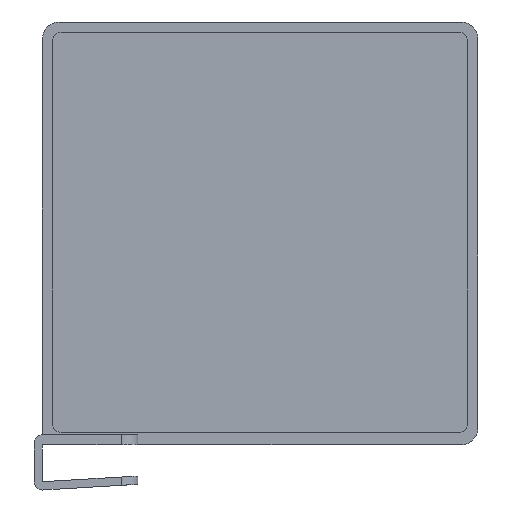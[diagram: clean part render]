
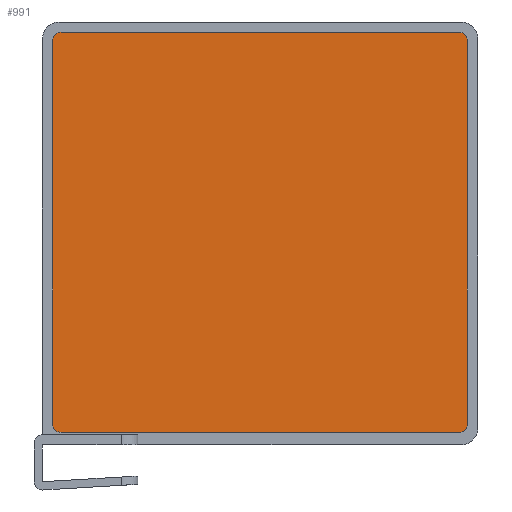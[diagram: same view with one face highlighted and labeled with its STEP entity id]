
A CAD part, left-side view. The second image highlights one B-rep face of the part: STEP entity #991.
In plain terms, the highlighted planar face has unit normal (-1, 0, 0).
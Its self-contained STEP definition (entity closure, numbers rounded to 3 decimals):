
#8 = AXIS2_PLACEMENT_3D ( 'NONE', #851, #636, #752 ) ;
#61 = ORIENTED_EDGE ( 'NONE', *, *, #1104, .T. ) ;
#68 = CARTESIAN_POINT ( 'NONE',  ( -1.5, -102.5, -99. ) ) ;
#76 = LINE ( 'NONE', #68, #834 ) ;
#78 = PLANE ( 'NONE',  #8 ) ;
#92 = AXIS2_PLACEMENT_3D ( 'NONE', #1055, #947, #1387 ) ;
#95 = DIRECTION ( 'NONE',  ( -1., 0., 0. ) ) ;
#126 = VERTEX_POINT ( 'NONE', #584 ) ;
#142 = VERTEX_POINT ( 'NONE', #997 ) ;
#172 = CARTESIAN_POINT ( 'NONE',  ( -1.5, -100.5, -99. ) ) ;
#173 = CARTESIAN_POINT ( 'NONE',  ( -1.5, -2.5, -2.5 ) ) ;
#206 = EDGE_CURVE ( 'NONE', #596, #900, #561, .T. ) ;
#208 = ORIENTED_EDGE ( 'NONE', *, *, #1052, .F. ) ;
#209 = CIRCLE ( 'NONE', #327, 2. ) ;
#222 = DIRECTION ( 'NONE',  ( 0., 0., 1. ) ) ;
#253 = VERTEX_POINT ( 'NONE', #172 ) ;
#291 = DIRECTION ( 'NONE',  ( -1., 0., 0. ) ) ;
#327 = AXIS2_PLACEMENT_3D ( 'NONE', #339, #985, #222 ) ;
#339 = CARTESIAN_POINT ( 'NONE',  ( -1.5, -4.5, -97. ) ) ;
#413 = DIRECTION ( 'NONE',  ( 0., -1., 0. ) ) ;
#454 = CIRCLE ( 'NONE', #574, 2. ) ;
#489 = CARTESIAN_POINT ( 'NONE',  ( -1.5, -2.5, -4.5 ) ) ;
#518 = CARTESIAN_POINT ( 'NONE',  ( -1.5, -4.5, -99. ) ) ;
#523 = FACE_OUTER_BOUND ( 'NONE', #1376, .T. ) ;
#527 = DIRECTION ( 'NONE',  ( 0., 0., 1. ) ) ;
#546 = EDGE_CURVE ( 'NONE', #253, #1097, #1187, .T. ) ;
#561 = CIRCLE ( 'NONE', #92, 2. ) ;
#574 = AXIS2_PLACEMENT_3D ( 'NONE', #847, #291, #1298 ) ;
#584 = CARTESIAN_POINT ( 'NONE',  ( -1.5, -100.5, -2.5 ) ) ;
#596 = VERTEX_POINT ( 'NONE', #906 ) ;
#598 = LINE ( 'NONE', #173, #901 ) ;
#631 = ORIENTED_EDGE ( 'NONE', *, *, #777, .F. ) ;
#636 = DIRECTION ( 'NONE',  ( -1., 0., 0. ) ) ;
#656 = CARTESIAN_POINT ( 'NONE',  ( -1.5, -2.5, -97. ) ) ;
#701 = ORIENTED_EDGE ( 'NONE', *, *, #206, .T. ) ;
#752 = DIRECTION ( 'NONE',  ( 0., 0., -1. ) ) ;
#777 = EDGE_CURVE ( 'NONE', #253, #1024, #76, .T. ) ;
#791 = LINE ( 'NONE', #1042, #1397 ) ;
#807 = AXIS2_PLACEMENT_3D ( 'NONE', #1200, #95, #527 ) ;
#815 = ORIENTED_EDGE ( 'NONE', *, *, #546, .T. ) ;
#817 = EDGE_CURVE ( 'NONE', #142, #1097, #791, .T. ) ;
#834 = VECTOR ( 'NONE', #931, 1000. ) ;
#847 = CARTESIAN_POINT ( 'NONE',  ( -1.5, -100.5, -4.5 ) ) ;
#851 = CARTESIAN_POINT ( 'NONE',  ( -1.5, 0., 0. ) ) ;
#869 = EDGE_CURVE ( 'NONE', #1106, #900, #598, .T. ) ;
#876 = ORIENTED_EDGE ( 'NONE', *, *, #869, .F. ) ;
#900 = VERTEX_POINT ( 'NONE', #489 ) ;
#901 = VECTOR ( 'NONE', #943, 1000. ) ;
#906 = CARTESIAN_POINT ( 'NONE',  ( -1.5, -4.5, -2.5 ) ) ;
#931 = DIRECTION ( 'NONE',  ( 0., 1., 0. ) ) ;
#943 = DIRECTION ( 'NONE',  ( 0., 0., 1. ) ) ;
#947 = DIRECTION ( 'NONE',  ( -1., 0., 0. ) ) ;
#970 = EDGE_CURVE ( 'NONE', #142, #126, #454, .T. ) ;
#985 = DIRECTION ( 'NONE',  ( -1., 0., 0. ) ) ;
#991 = ADVANCED_FACE ( 'NONE', ( #523 ), #78, .T. ) ;
#993 = ORIENTED_EDGE ( 'NONE', *, *, #817, .F. ) ;
#997 = CARTESIAN_POINT ( 'NONE',  ( -1.5, -102.5, -4.5 ) ) ;
#1024 = VERTEX_POINT ( 'NONE', #518 ) ;
#1042 = CARTESIAN_POINT ( 'NONE',  ( -1.5, -102.5, -2.5 ) ) ;
#1052 = EDGE_CURVE ( 'NONE', #596, #126, #1415, .T. ) ;
#1055 = CARTESIAN_POINT ( 'NONE',  ( -1.5, -4.5, -4.5 ) ) ;
#1097 = VERTEX_POINT ( 'NONE', #1329 ) ;
#1104 = EDGE_CURVE ( 'NONE', #1106, #1024, #209, .T. ) ;
#1106 = VERTEX_POINT ( 'NONE', #656 ) ;
#1158 = ORIENTED_EDGE ( 'NONE', *, *, #970, .T. ) ;
#1187 = CIRCLE ( 'NONE', #807, 2. ) ;
#1200 = CARTESIAN_POINT ( 'NONE',  ( -1.5, -100.5, -97. ) ) ;
#1255 = DIRECTION ( 'NONE',  ( 0., 0., -1. ) ) ;
#1298 = DIRECTION ( 'NONE',  ( 0., 0., 1. ) ) ;
#1329 = CARTESIAN_POINT ( 'NONE',  ( -1.5, -102.5, -97. ) ) ;
#1373 = VECTOR ( 'NONE', #413, 1000. ) ;
#1376 = EDGE_LOOP ( 'NONE', ( #631, #815, #993, #1158, #208, #701, #876, #61 ) ) ;
#1387 = DIRECTION ( 'NONE',  ( 0., 0., 1. ) ) ;
#1397 = VECTOR ( 'NONE', #1255, 1000. ) ;
#1411 = CARTESIAN_POINT ( 'NONE',  ( -1.5, -2.5, -2.5 ) ) ;
#1415 = LINE ( 'NONE', #1411, #1373 ) ;
